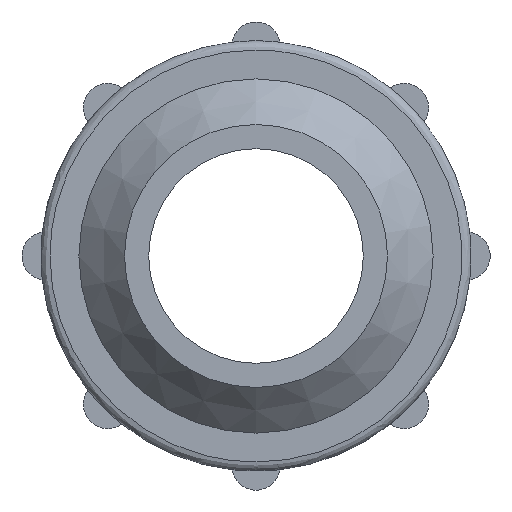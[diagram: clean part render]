
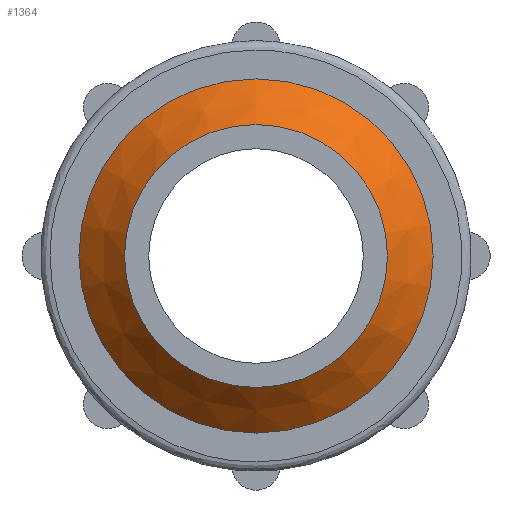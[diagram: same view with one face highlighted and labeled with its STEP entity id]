
A CAD part, left-side view. The second image highlights one B-rep face of the part: STEP entity #1364.
In plain terms, the highlighted conical face has half-angle 45 degrees and reference radius 33.667 mm.
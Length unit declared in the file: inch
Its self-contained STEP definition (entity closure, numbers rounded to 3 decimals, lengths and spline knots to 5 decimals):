
#58 = CARTESIAN_POINT ( 'NONE',  ( 2.07349, 0., 0. ) ) ;
#133 = FACE_BOUND ( 'NONE', #140, .T. ) ;
#140 = EDGE_LOOP ( 'NONE', ( #229 ) ) ;
#218 = DIRECTION ( 'NONE',  ( -1., 0., 0. ) ) ;
#229 = ORIENTED_EDGE ( 'NONE', *, *, #257, .F. ) ;
#257 = EDGE_CURVE ( 'NONE', #376, #376, #1315, .T. ) ;
#273 = FACE_OUTER_BOUND ( 'NONE', #1044, .T. ) ;
#329 = DIRECTION ( 'NONE',  ( 0., 0., -1. ) ) ;
#376 = VERTEX_POINT ( 'NONE', #1341 ) ;
#448 = CARTESIAN_POINT ( 'NONE',  ( 2.07349, 0., 0. ) ) ;
#538 = DIRECTION ( 'NONE',  ( 0., 0., -1. ) ) ;
#586 = CONICAL_SURFACE ( 'NONE', #1428, 1.32546, 0.785 ) ;
#598 = VERTEX_POINT ( 'NONE', #1519 ) ;
#631 = ORIENTED_EDGE ( 'NONE', *, *, #1416, .T. ) ;
#746 = AXIS2_PLACEMENT_3D ( 'NONE', #1266, #1200, #329 ) ;
#1044 = EDGE_LOOP ( 'NONE', ( #631 ) ) ;
#1200 = DIRECTION ( 'NONE',  ( -1., 0., 0. ) ) ;
#1215 = CIRCLE ( 'NONE', #1344, 1.32546 ) ;
#1266 = CARTESIAN_POINT ( 'NONE',  ( 1.73228, 0., 0. ) ) ;
#1315 = CIRCLE ( 'NONE', #746, 0.98425 ) ;
#1341 = CARTESIAN_POINT ( 'NONE',  ( 1.73228, 0., -0.98425 ) ) ;
#1344 = AXIS2_PLACEMENT_3D ( 'NONE', #448, #218, #538 ) ;
#1364 = ADVANCED_FACE ( 'NONE', ( #133, #273 ), #586, .T. ) ;
#1416 = EDGE_CURVE ( 'NONE', #598, #598, #1215, .T. ) ;
#1428 = AXIS2_PLACEMENT_3D ( 'NONE', #58, #1568, #1628 ) ;
#1519 = CARTESIAN_POINT ( 'NONE',  ( 2.07349, 0., -1.32546 ) ) ;
#1568 = DIRECTION ( 'NONE',  ( 1., 0., 0. ) ) ;
#1628 = DIRECTION ( 'NONE',  ( 0., 0., -1. ) ) ;
